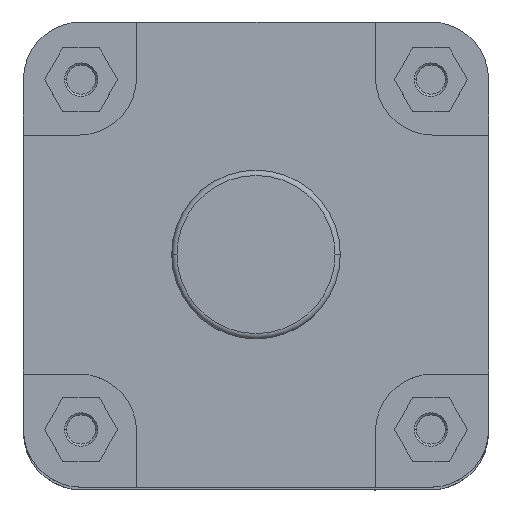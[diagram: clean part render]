
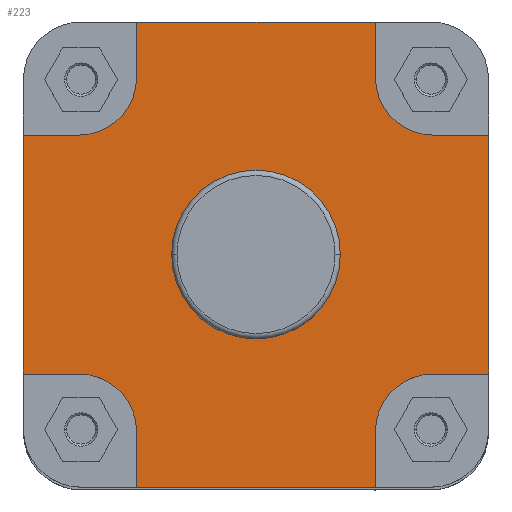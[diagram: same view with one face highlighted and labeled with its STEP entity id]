
A CAD part, top view. The second image highlights one B-rep face of the part: STEP entity #223.
In plain terms, the highlighted planar face has unit normal (0, 0, 1).
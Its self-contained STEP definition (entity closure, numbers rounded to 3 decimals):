
#223 = ADVANCED_FACE ( 'NONE', ( #3314, #3313 ), #2949, .F. ) ;
#579 = ORIENTED_EDGE ( 'NONE', *, *, #6255, .F. ) ;
#580 = ORIENTED_EDGE ( 'NONE', *, *, #5967, .F. ) ;
#581 = ORIENTED_EDGE ( 'NONE', *, *, #5966, .F. ) ;
#582 = ORIENTED_EDGE ( 'NONE', *, *, #6015, .F. ) ;
#583 = ORIENTED_EDGE ( 'NONE', *, *, #5968, .F. ) ;
#584 = ORIENTED_EDGE ( 'NONE', *, *, #6165, .F. ) ;
#585 = ORIENTED_EDGE ( 'NONE', *, *, #6091, .F. ) ;
#586 = ORIENTED_EDGE ( 'NONE', *, *, #6044, .F. ) ;
#587 = ORIENTED_EDGE ( 'NONE', *, *, #6100, .F. ) ;
#588 = ORIENTED_EDGE ( 'NONE', *, *, #6061, .F. ) ;
#589 = ORIENTED_EDGE ( 'NONE', *, *, #5926, .F. ) ;
#590 = ORIENTED_EDGE ( 'NONE', *, *, #6209, .T. ) ;
#591 = ORIENTED_EDGE ( 'NONE', *, *, #6262, .F. ) ;
#592 = ORIENTED_EDGE ( 'NONE', *, *, #5924, .F. ) ;
#593 = ORIENTED_EDGE ( 'NONE', *, *, #6060, .F. ) ;
#594 = ORIENTED_EDGE ( 'NONE', *, *, #6059, .T. ) ;
#595 = ORIENTED_EDGE ( 'NONE', *, *, #6004, .F. ) ;
#596 = ORIENTED_EDGE ( 'NONE', *, *, #5791, .F. ) ;
#793 = EDGE_LOOP ( 'NONE', ( #596, #595 ) ) ;
#796 = EDGE_LOOP ( 'NONE', ( #594, #593, #592, #591, #590, #589, #588, #587, #586, #585, #584, #583, #582, #581, #580, #579 ) ) ;
#1809 = AXIS2_PLACEMENT_3D ( 'NONE', #2915, #2950, #2951 ) ;
#1857 = AXIS2_PLACEMENT_3D ( 'NONE', #3203, #3204, #3205 ) ;
#1897 = AXIS2_PLACEMENT_3D ( 'NONE', #4478, #4485, #4486 ) ;
#1901 = AXIS2_PLACEMENT_3D ( 'NONE', #4514, #4515, #4516 ) ;
#1910 = AXIS2_PLACEMENT_3D ( 'NONE', #4603, #4606, #4607 ) ;
#1934 = AXIS2_PLACEMENT_3D ( 'NONE', #4741, #4743, #4744 ) ;
#1971 = AXIS2_PLACEMENT_3D ( 'NONE', #4994, #4995, #4996 ) ;
#2915 = CARTESIAN_POINT ( 'NONE',  ( 0., 39.9, -65.368 ) ) ;
#2949 = PLANE ( 'NONE',  #1809 ) ;
#2950 = DIRECTION ( 'NONE',  ( 0., 0., -1. ) ) ;
#2951 = DIRECTION ( 'NONE',  ( -1., 0., 0. ) ) ;
#3203 = CARTESIAN_POINT ( 'NONE',  ( 0., 0., -65.368 ) ) ;
#3204 = DIRECTION ( 'NONE',  ( 0., 0., 1. ) ) ;
#3205 = DIRECTION ( 'NONE',  ( 1., 0., 0. ) ) ;
#3313 = FACE_OUTER_BOUND ( 'NONE', #796, .T. ) ;
#3314 = FACE_BOUND ( 'NONE', #793, .T. ) ;
#3478 = CIRCLE ( 'NONE', #1857, 39.9 ) ;
#3700 = VECTOR ( 'NONE', #4488, 1000. ) ;
#3703 = LINE ( 'NONE', #4482, #3700 ) ;
#3704 = CIRCLE ( 'NONE', #1897, 27.25 ) ;
#3719 = VECTOR ( 'NONE', #4518, 1000. ) ;
#3720 = LINE ( 'NONE', #4512, #3721 ) ;
#3721 = VECTOR ( 'NONE', #4513, 1000. ) ;
#3723 = LINE ( 'NONE', #4511, #3719 ) ;
#3724 = CIRCLE ( 'NONE', #1901, 27.25 ) ;
#3786 = CIRCLE ( 'NONE', #1910, 39.9 ) ;
#3795 = LINE ( 'NONE', #4634, #3798 ) ;
#3798 = VECTOR ( 'NONE', #4635, 1000. ) ;
#3847 = LINE ( 'NONE', #4695, #3849 ) ;
#3849 = VECTOR ( 'NONE', #4704, 1000. ) ;
#3870 = LINE ( 'NONE', #4724, #3876 ) ;
#3874 = LINE ( 'NONE', #4737, #3875 ) ;
#3875 = VECTOR ( 'NONE', #4738, 1000. ) ;
#3876 = VECTOR ( 'NONE', #4740, 1000. ) ;
#3879 = CIRCLE ( 'NONE', #1934, 27.25 ) ;
#3917 = LINE ( 'NONE', #4799, #3927 ) ;
#3927 = VECTOR ( 'NONE', #4815, 1000. ) ;
#3940 = LINE ( 'NONE', #4828, #3942 ) ;
#3942 = VECTOR ( 'NONE', #4836, 1000. ) ;
#4053 = CIRCLE ( 'NONE', #1971, 27.25 ) ;
#4125 = LINE ( 'NONE', #5098, #4126 ) ;
#4126 = VECTOR ( 'NONE', #5099, 1000. ) ;
#4199 = LINE ( 'NONE', #5209, #4200 ) ;
#4200 = VECTOR ( 'NONE', #5210, 1000. ) ;
#4205 = LINE ( 'NONE', #5211, #4209 ) ;
#4209 = VECTOR ( 'NONE', #5226, 1000. ) ;
#4478 = CARTESIAN_POINT ( 'NONE',  ( -83.75, -83.75, -65.368 ) ) ;
#4482 = CARTESIAN_POINT ( 'NONE',  ( 56.5, -110., -65.368 ) ) ;
#4485 = DIRECTION ( 'NONE',  ( 0., 0., 1. ) ) ;
#4486 = DIRECTION ( 'NONE',  ( -1., 0., 0. ) ) ;
#4488 = DIRECTION ( 'NONE',  ( 0., -1., 0. ) ) ;
#4511 = CARTESIAN_POINT ( 'NONE',  ( 56.5, 83.75, -65.368 ) ) ;
#4512 = CARTESIAN_POINT ( 'NONE',  ( -56.5, 110., -65.368 ) ) ;
#4513 = DIRECTION ( 'NONE',  ( 0., 1., 0. ) ) ;
#4514 = CARTESIAN_POINT ( 'NONE',  ( -83.75, 83.75, -65.368 ) ) ;
#4515 = DIRECTION ( 'NONE',  ( 0., 0., 1. ) ) ;
#4516 = DIRECTION ( 'NONE',  ( -1., 0., 0. ) ) ;
#4518 = DIRECTION ( 'NONE',  ( 0., -1., 0. ) ) ;
#4603 = CARTESIAN_POINT ( 'NONE',  ( 0., 0., -65.368 ) ) ;
#4606 = DIRECTION ( 'NONE',  ( 0., 0., 1. ) ) ;
#4607 = DIRECTION ( 'NONE',  ( 1., 0., 0. ) ) ;
#4634 = CARTESIAN_POINT ( 'NONE',  ( 0., 110., -65.368 ) ) ;
#4635 = DIRECTION ( 'NONE',  ( 1., 0., 0. ) ) ;
#4695 = CARTESIAN_POINT ( 'NONE',  ( 110., -242.141, -65.368 ) ) ;
#4704 = DIRECTION ( 'NONE',  ( 0., -1., 0. ) ) ;
#4724 = CARTESIAN_POINT ( 'NONE',  ( -110., -56.5, -65.368 ) ) ;
#4737 = CARTESIAN_POINT ( 'NONE',  ( -110., -242.141, -65.368 ) ) ;
#4738 = DIRECTION ( 'NONE',  ( 0., -1., 0. ) ) ;
#4740 = DIRECTION ( 'NONE',  ( -1., 0., 0. ) ) ;
#4741 = CARTESIAN_POINT ( 'NONE',  ( 83.75, -83.75, -65.368 ) ) ;
#4743 = DIRECTION ( 'NONE',  ( 0., 0., 1. ) ) ;
#4744 = DIRECTION ( 'NONE',  ( -1., 0., 0. ) ) ;
#4799 = CARTESIAN_POINT ( 'NONE',  ( 110., 56.5, -65.368 ) ) ;
#4815 = DIRECTION ( 'NONE',  ( 1., 0., 0. ) ) ;
#4828 = CARTESIAN_POINT ( 'NONE',  ( 83.75, -56.5, -65.368 ) ) ;
#4836 = DIRECTION ( 'NONE',  ( -1., 0., 0. ) ) ;
#4994 = CARTESIAN_POINT ( 'NONE',  ( 83.75, 83.75, -65.368 ) ) ;
#4995 = DIRECTION ( 'NONE',  ( 0., 0., 1. ) ) ;
#4996 = DIRECTION ( 'NONE',  ( -1., 0., 0. ) ) ;
#5098 = CARTESIAN_POINT ( 'NONE',  ( 0., -110., -65.368 ) ) ;
#5099 = DIRECTION ( 'NONE',  ( 1., 0., 0. ) ) ;
#5209 = CARTESIAN_POINT ( 'NONE',  ( -83.75, 56.5, -65.368 ) ) ;
#5210 = DIRECTION ( 'NONE',  ( 1., 0., 0. ) ) ;
#5211 = CARTESIAN_POINT ( 'NONE',  ( -56.5, -83.75, -65.368 ) ) ;
#5226 = DIRECTION ( 'NONE',  ( 0., 1., 0. ) ) ;
#5232 = CARTESIAN_POINT ( 'NONE',  ( 110., 56.5, -65.368 ) ) ;
#5235 = CARTESIAN_POINT ( 'NONE',  ( -56.5, 83.75, -65.368 ) ) ;
#5239 = CARTESIAN_POINT ( 'NONE',  ( -83.75, 56.5, -65.368 ) ) ;
#5240 = CARTESIAN_POINT ( 'NONE',  ( 110., -56.5, -65.368 ) ) ;
#5241 = CARTESIAN_POINT ( 'NONE',  ( 83.75, 56.5, -65.368 ) ) ;
#5242 = CARTESIAN_POINT ( 'NONE',  ( 56.5, 110., -65.368 ) ) ;
#5243 = CARTESIAN_POINT ( 'NONE',  ( -56.5, 110., -65.368 ) ) ;
#5451 = CARTESIAN_POINT ( 'NONE',  ( 83.75, -56.5, -65.368 ) ) ;
#5453 = CARTESIAN_POINT ( 'NONE',  ( 56.5, -110., -65.368 ) ) ;
#5464 = CARTESIAN_POINT ( 'NONE',  ( -110., -56.5, -65.368 ) ) ;
#5466 = CARTESIAN_POINT ( 'NONE',  ( -110., 56.5, -65.368 ) ) ;
#5496 = CARTESIAN_POINT ( 'NONE',  ( 39.9, 0., -65.368 ) ) ;
#5500 = CARTESIAN_POINT ( 'NONE',  ( 56.5, -83.75, -65.368 ) ) ;
#5512 = CARTESIAN_POINT ( 'NONE',  ( -56.5, -110., -65.368 ) ) ;
#5534 = CARTESIAN_POINT ( 'NONE',  ( -39.9, 0., -65.368 ) ) ;
#5541 = CARTESIAN_POINT ( 'NONE',  ( -56.5, -83.75, -65.368 ) ) ;
#5560 = CARTESIAN_POINT ( 'NONE',  ( -83.75, -56.5, -65.368 ) ) ;
#5564 = CARTESIAN_POINT ( 'NONE',  ( 56.5, 83.75, -65.368 ) ) ;
#5791 = EDGE_CURVE ( 'NONE', #7017, #7055, #3478, .T. ) ;
#5924 = EDGE_CURVE ( 'NONE', #7062, #7081, #3704, .T. ) ;
#5926 = EDGE_CURVE ( 'NONE', #7021, #6974, #3703, .T. ) ;
#5966 = EDGE_CURVE ( 'NONE', #6764, #6763, #3720, .T. ) ;
#5967 = EDGE_CURVE ( 'NONE', #6762, #6764, #3724, .T. ) ;
#5968 = EDGE_CURVE ( 'NONE', #6761, #7085, #3723, .T. ) ;
#6004 = EDGE_CURVE ( 'NONE', #7055, #7017, #3786, .T. ) ;
#6015 = EDGE_CURVE ( 'NONE', #6763, #6761, #3795, .T. ) ;
#6044 = EDGE_CURVE ( 'NONE', #6758, #6757, #3847, .T. ) ;
#6059 = EDGE_CURVE ( 'NONE', #6987, #6985, #3874, .T. ) ;
#6060 = EDGE_CURVE ( 'NONE', #7081, #6985, #3870, .T. ) ;
#6061 = EDGE_CURVE ( 'NONE', #6972, #7021, #3879, .T. ) ;
#6091 = EDGE_CURVE ( 'NONE', #6759, #6758, #3917, .T. ) ;
#6100 = EDGE_CURVE ( 'NONE', #6757, #6972, #3940, .T. ) ;
#6165 = EDGE_CURVE ( 'NONE', #7085, #6759, #4053, .T. ) ;
#6209 = EDGE_CURVE ( 'NONE', #7033, #6974, #4125, .T. ) ;
#6255 = EDGE_CURVE ( 'NONE', #6987, #6762, #4199, .T. ) ;
#6262 = EDGE_CURVE ( 'NONE', #7033, #7062, #4205, .T. ) ;
#6757 = VERTEX_POINT ( 'NONE', #5240 ) ;
#6758 = VERTEX_POINT ( 'NONE', #5232 ) ;
#6759 = VERTEX_POINT ( 'NONE', #5241 ) ;
#6761 = VERTEX_POINT ( 'NONE', #5242 ) ;
#6762 = VERTEX_POINT ( 'NONE', #5239 ) ;
#6763 = VERTEX_POINT ( 'NONE', #5243 ) ;
#6764 = VERTEX_POINT ( 'NONE', #5235 ) ;
#6972 = VERTEX_POINT ( 'NONE', #5451 ) ;
#6974 = VERTEX_POINT ( 'NONE', #5453 ) ;
#6985 = VERTEX_POINT ( 'NONE', #5464 ) ;
#6987 = VERTEX_POINT ( 'NONE', #5466 ) ;
#7017 = VERTEX_POINT ( 'NONE', #5496 ) ;
#7021 = VERTEX_POINT ( 'NONE', #5500 ) ;
#7033 = VERTEX_POINT ( 'NONE', #5512 ) ;
#7055 = VERTEX_POINT ( 'NONE', #5534 ) ;
#7062 = VERTEX_POINT ( 'NONE', #5541 ) ;
#7081 = VERTEX_POINT ( 'NONE', #5560 ) ;
#7085 = VERTEX_POINT ( 'NONE', #5564 ) ;
